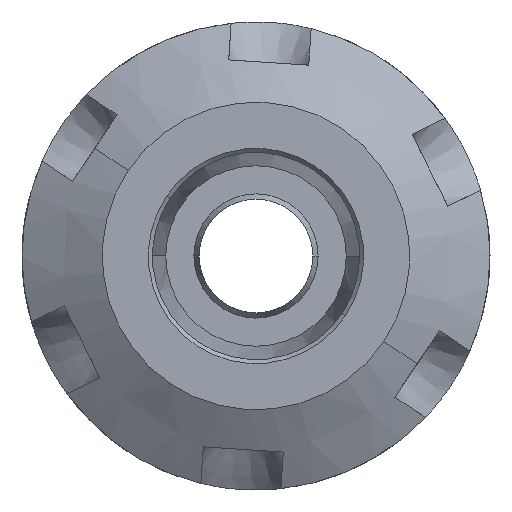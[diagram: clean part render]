
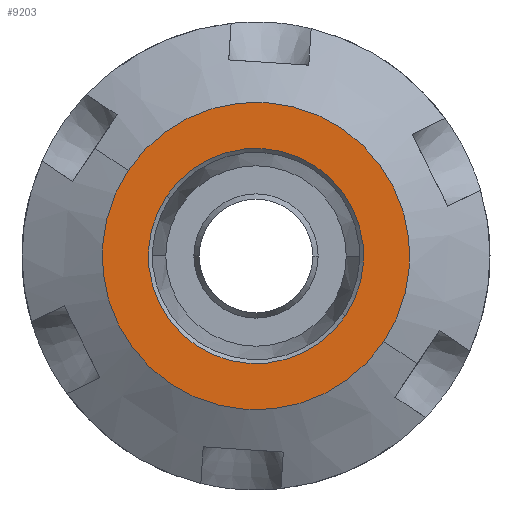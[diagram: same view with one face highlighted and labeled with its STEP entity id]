
A CAD part, left-side view. The second image highlights one B-rep face of the part: STEP entity #9203.
In plain terms, the highlighted planar face has unit normal (-1, 0, 0).
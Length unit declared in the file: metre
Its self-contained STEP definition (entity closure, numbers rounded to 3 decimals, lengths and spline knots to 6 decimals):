
#1126 = EDGE_CURVE ( 'NONE', #7912, #7987, #4837, .T. ) ;
#2058 = EDGE_LOOP ( 'NONE', ( #9726, #9725 ) ) ;
#2114 = EDGE_LOOP ( 'NONE', ( #9724, #9723 ) ) ;
#3700 = DIRECTION ( 'NONE',  ( 0., 0.831, 0.556 ) ) ;
#3701 = DIRECTION ( 'NONE',  ( 1., 0., 0. ) ) ;
#3702 = CARTESIAN_POINT ( 'NONE',  ( -0.14957, 0., 0. ) ) ;
#4174 = VERTEX_POINT ( 'NONE', #4396 ) ;
#4396 = CARTESIAN_POINT ( 'NONE',  ( -0.14957, -0.00956, -0.006392 ) ) ;
#4575 = FACE_BOUND ( 'NONE', #2058, .T. ) ;
#4611 = FACE_OUTER_BOUND ( 'NONE', #2114, .T. ) ;
#4834 = AXIS2_PLACEMENT_3D ( 'NONE', #3702, #3701, #3700 ) ;
#4837 = CIRCLE ( 'NONE', #4834, 0.00805 ) ;
#5813 = CARTESIAN_POINT ( 'NONE',  ( -0.14957, 0.006692, 0.004474 ) ) ;
#5915 = CARTESIAN_POINT ( 'NONE',  ( -0.14957, 0.00956, 0.006392 ) ) ;
#5940 = PLANE ( 'NONE',  #9375 ) ;
#5941 = DIRECTION ( 'NONE',  ( 0., 0.831, 0.556 ) ) ;
#5942 = DIRECTION ( 'NONE',  ( 1., 0., 0. ) ) ;
#5943 = CARTESIAN_POINT ( 'NONE',  ( -0.14957, -0.004308, 0.006443 ) ) ;
#6083 = CARTESIAN_POINT ( 'NONE',  ( -0.14957, -0.006692, -0.004474 ) ) ;
#6823 = CIRCLE ( 'NONE', #6837, 0.0115 ) ;
#6837 = AXIS2_PLACEMENT_3D ( 'NONE', #8505, #8543, #8568 ) ;
#6977 = CIRCLE ( 'NONE', #6984, 0.0115 ) ;
#6982 = CIRCLE ( 'NONE', #7008, 0.00805 ) ;
#6984 = AXIS2_PLACEMENT_3D ( 'NONE', #7516, #7521, #7526 ) ;
#7008 = AXIS2_PLACEMENT_3D ( 'NONE', #8510, #8402, #8391 ) ;
#7366 = EDGE_CURVE ( 'NONE', #7983, #4174, #6977, .T. ) ;
#7368 = EDGE_CURVE ( 'NONE', #7987, #7912, #6982, .T. ) ;
#7415 = EDGE_CURVE ( 'NONE', #4174, #7983, #6823, .T. ) ;
#7516 = CARTESIAN_POINT ( 'NONE',  ( -0.14957, 0., 0. ) ) ;
#7521 = DIRECTION ( 'NONE',  ( -1., 0., 0. ) ) ;
#7526 = DIRECTION ( 'NONE',  ( 0., 0.831, 0.556 ) ) ;
#7912 = VERTEX_POINT ( 'NONE', #6083 ) ;
#7983 = VERTEX_POINT ( 'NONE', #5915 ) ;
#7987 = VERTEX_POINT ( 'NONE', #5813 ) ;
#8391 = DIRECTION ( 'NONE',  ( 0., 0.831, 0.556 ) ) ;
#8402 = DIRECTION ( 'NONE',  ( 1., 0., 0. ) ) ;
#8505 = CARTESIAN_POINT ( 'NONE',  ( -0.14957, 0., 0. ) ) ;
#8510 = CARTESIAN_POINT ( 'NONE',  ( -0.14957, 0., 0. ) ) ;
#8543 = DIRECTION ( 'NONE',  ( -1., 0., 0. ) ) ;
#8568 = DIRECTION ( 'NONE',  ( 0., 0.831, 0.556 ) ) ;
#9203 = ADVANCED_FACE ( 'NONE', ( #4575, #4611 ), #5940, .F. ) ;
#9375 = AXIS2_PLACEMENT_3D ( 'NONE', #5943, #5942, #5941 ) ;
#9723 = ORIENTED_EDGE ( 'NONE', *, *, #7415, .T. ) ;
#9724 = ORIENTED_EDGE ( 'NONE', *, *, #7366, .T. ) ;
#9725 = ORIENTED_EDGE ( 'NONE', *, *, #7368, .T. ) ;
#9726 = ORIENTED_EDGE ( 'NONE', *, *, #1126, .T. ) ;
